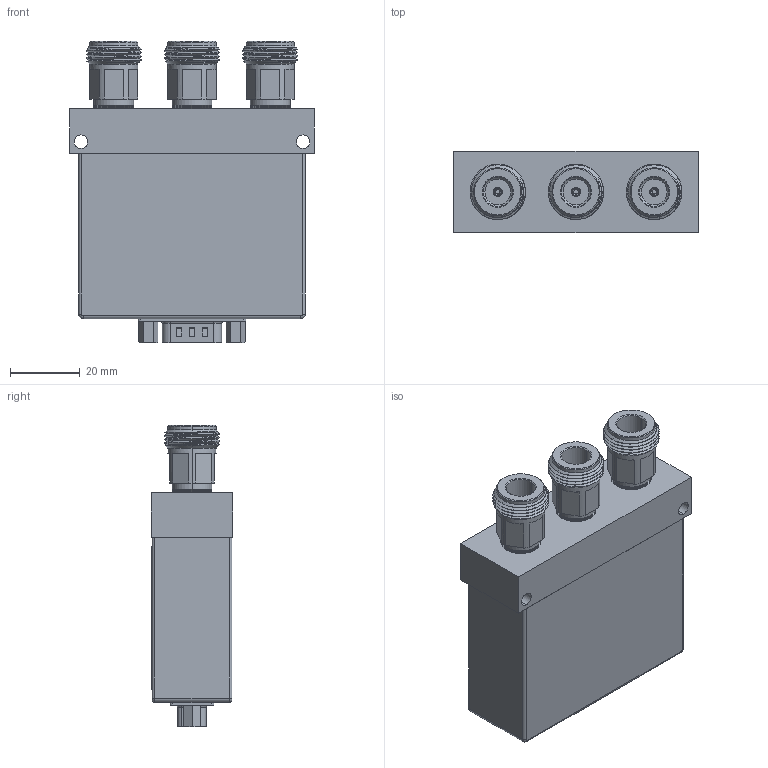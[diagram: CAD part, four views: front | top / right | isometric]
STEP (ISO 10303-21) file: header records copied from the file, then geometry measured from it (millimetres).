
FILE_DESCRIPTION (( 'STEP AP214' ), '1' );
FILE_NAME ('FMSW6348_3D.step', '2025-12-12T18:50:07', ( '' ), ( '' ), 'SwSTEP 2.0', 'SolidWorks 2025', '' );
FILE_SCHEMA (( 'AUTOMOTIVE_DESIGN' ));
Length unit declared in the file: inch
Products named in the file (1): FMSW6348_3D
Bounding box: 69.85 x 23.37 x 86.16 mm (x, y, z)
Volume: 98201.7 mm3; surface area: 26731.5 mm2
Topology: 18 solids, 19 shells, 1608 faces, 4189 edges, 2717 vertices
Faces by surface type: plane 773, bspline 357, cylinder 287, cone 123, sphere 36, torus 32
Entity records: 71006 total; most frequent: CARTESIAN_POINT 33943, ORIENTED_EDGE 8234, DIRECTION 6470, EDGE_CURVE 4117, VERTEX_POINT 2681, LINE 2420, VECTOR 2420, AXIS2_PLACEMENT_3D 2025
